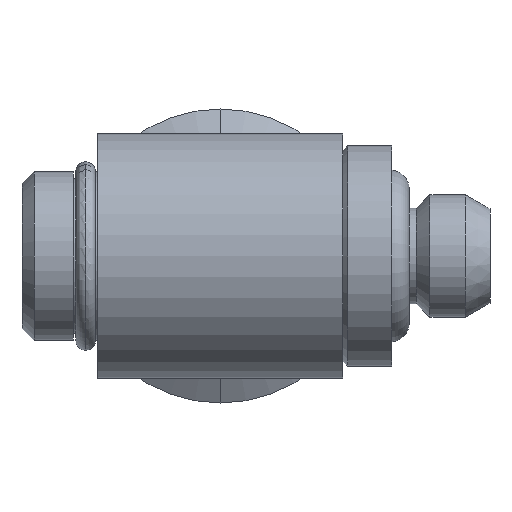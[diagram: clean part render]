
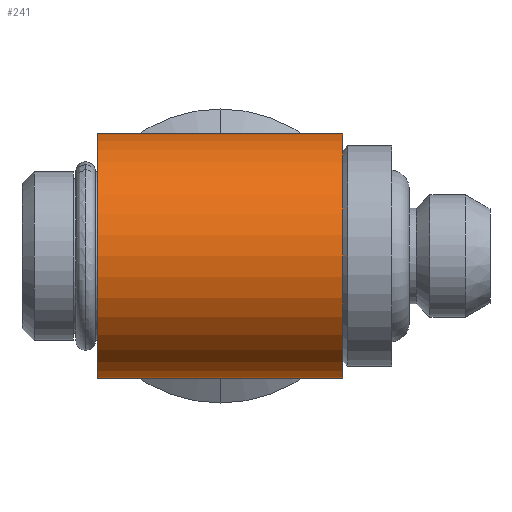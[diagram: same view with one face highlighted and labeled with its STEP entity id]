
A CAD part, left-side view. The second image highlights one B-rep face of the part: STEP entity #241.
In plain terms, the highlighted cylindrical face has radius 5 mm (diameter 10 mm), a partial arc.
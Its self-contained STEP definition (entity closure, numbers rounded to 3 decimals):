
#231 = EDGE_CURVE ( 'NONE', #655, #691, #1303, .T. ) ;
#233 = ORIENTED_EDGE ( 'NONE', *, *, #231, .T. ) ;
#234 = EDGE_LOOP ( 'NONE', ( #235, #240, #236, #233 ) ) ;
#235 = ORIENTED_EDGE ( 'NONE', *, *, #656, .F. ) ;
#236 = ORIENTED_EDGE ( 'NONE', *, *, #684, .T. ) ;
#240 = ORIENTED_EDGE ( 'NONE', *, *, #251, .T. ) ;
#241 = ADVANCED_FACE ( 'NONE', ( #1298 ), #1297, .T. ) ;
#251 = EDGE_CURVE ( 'NONE', #484, #624, #1329, .T. ) ;
#484 = VERTEX_POINT ( 'NONE', #1826 ) ;
#624 = VERTEX_POINT ( 'NONE', #2182 ) ;
#655 = VERTEX_POINT ( 'NONE', #2250 ) ;
#656 = EDGE_CURVE ( 'NONE', #484, #691, #2249, .T. ) ;
#684 = EDGE_CURVE ( 'NONE', #624, #655, #2341, .T. ) ;
#691 = VERTEX_POINT ( 'NONE', #2367 ) ;
#1292 = DIRECTION ( 'NONE',  ( 0., 0., 1. ) ) ;
#1293 = DIRECTION ( 'NONE',  ( 0., 1., 0. ) ) ;
#1294 = AXIS2_PLACEMENT_3D ( 'NONE', #1296, #1293, #1292 ) ;
#1296 = CARTESIAN_POINT ( 'NONE',  ( 0., 24.586, 0. ) ) ;
#1297 = CYLINDRICAL_SURFACE ( 'NONE', #1294, 5. ) ;
#1298 = FACE_OUTER_BOUND ( 'NONE', #234, .T. ) ;
#1299 = DIRECTION ( 'NONE',  ( 0., 0., -1. ) ) ;
#1300 = DIRECTION ( 'NONE',  ( 0., -1., 0. ) ) ;
#1301 = CARTESIAN_POINT ( 'NONE',  ( 0., 16., 0. ) ) ;
#1302 = AXIS2_PLACEMENT_3D ( 'NONE', #1301, #1300, #1299 ) ;
#1303 = CIRCLE ( 'NONE', #1302, 5. ) ;
#1325 = DIRECTION ( 'NONE',  ( 0., 0., 1. ) ) ;
#1326 = DIRECTION ( 'NONE',  ( 0., 1., 0. ) ) ;
#1327 = CARTESIAN_POINT ( 'NONE',  ( 0., 6., 0. ) ) ;
#1328 = AXIS2_PLACEMENT_3D ( 'NONE', #1327, #1326, #1325 ) ;
#1329 = CIRCLE ( 'NONE', #1328, 5. ) ;
#1826 = CARTESIAN_POINT ( 'NONE',  ( 0., 6., -5. ) ) ;
#2182 = CARTESIAN_POINT ( 'NONE',  ( 0., 6., 5. ) ) ;
#2246 = DIRECTION ( 'NONE',  ( 0., 1., 0. ) ) ;
#2247 = VECTOR ( 'NONE', #2246, 1000. ) ;
#2248 = CARTESIAN_POINT ( 'NONE',  ( 0., 24.586, -5. ) ) ;
#2249 = LINE ( 'NONE', #2248, #2247 ) ;
#2250 = CARTESIAN_POINT ( 'NONE',  ( 0., 16., 5. ) ) ;
#2338 = DIRECTION ( 'NONE',  ( 0., 1., 0. ) ) ;
#2339 = VECTOR ( 'NONE', #2338, 1000. ) ;
#2340 = CARTESIAN_POINT ( 'NONE',  ( 0., 24.586, 5. ) ) ;
#2341 = LINE ( 'NONE', #2340, #2339 ) ;
#2367 = CARTESIAN_POINT ( 'NONE',  ( 0., 16., -5. ) ) ;
